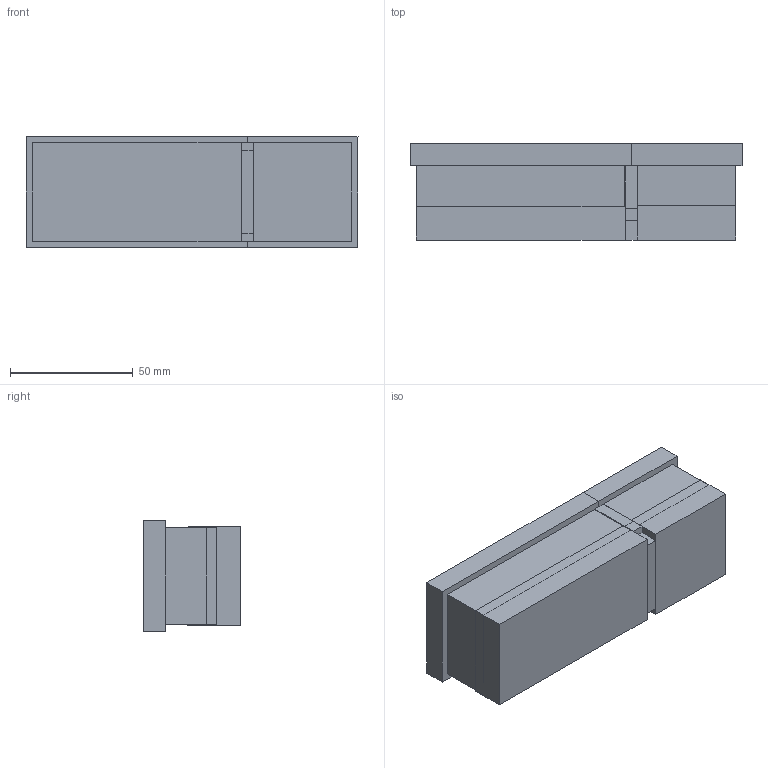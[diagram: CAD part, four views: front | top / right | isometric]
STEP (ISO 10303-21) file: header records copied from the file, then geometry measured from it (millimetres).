
FILE_DESCRIPTION (( 'STEP AP214' ), '1' );
FILE_NAME ('6120052_KSTP1.stp', '2025-09-30T08:36:21', ( '' ), ( '' ), 'SwSTEP 2.0', 'SolidWorks 2024', '' );
FILE_SCHEMA (( 'AUTOMOTIVE_DESIGN' ));
Length unit declared in the file: millimetre
Products named in the file (10): 044036_Standard.stp; 6120052_KSTP1; 077655_Standard.stp; 044679_Standard.stp; 104820_Standard.stp; 044038_Standard.stp; 6120042_KSTP1.stp; 044033_1.stp; 044037_1.stp; 104821_Standard.stp
Assembly tree (11 placements, depth 4):
  6120052_KSTP1
    6120042_KSTP1.stp
      104821_Standard.stp
        104820_Standard.stp
        044679_Standard.stp
      077655_Standard.stp
        044033_1.stp
        044679_Standard.stp  x2
      044037_1.stp
      044036_Standard.stp
      044038_Standard.stp
Bounding box: 135 x 39.35 x 45 mm (x, y, z)
Volume: 167724.5 mm3; surface area: 58261.5 mm2
Topology: 8 solids, 8 shells, 232 faces, 625 edges, 414 vertices
Faces by surface type: plane 163, cylinder 36, cone 33
Entity records: 5081 total; most frequent: CARTESIAN_POINT 882, DIRECTION 825, ORIENTED_EDGE 806, EDGE_CURVE 403, VECTOR 295, LINE 295, VERTEX_POINT 266, AXIS2_PLACEMENT_3D 265
